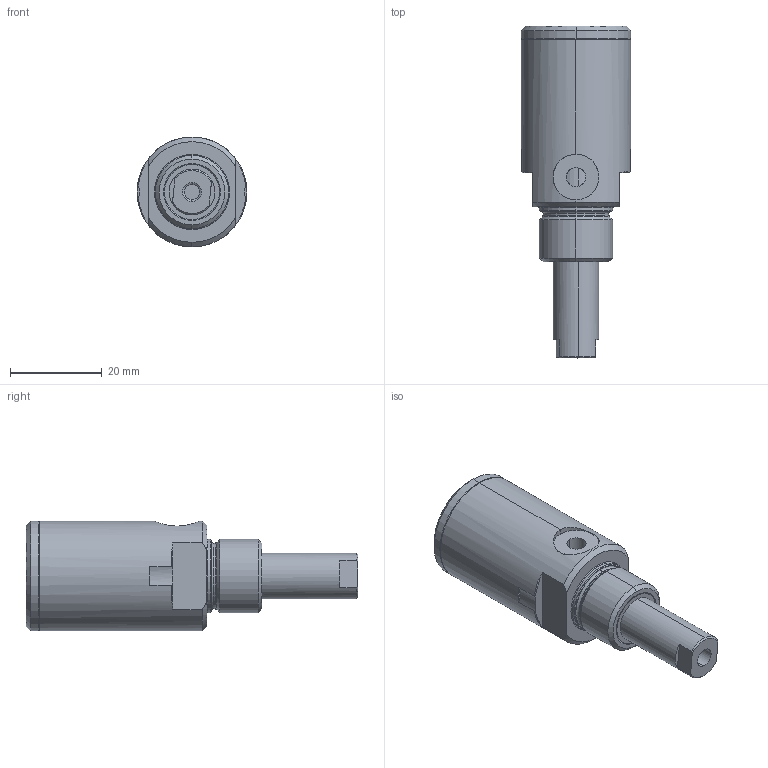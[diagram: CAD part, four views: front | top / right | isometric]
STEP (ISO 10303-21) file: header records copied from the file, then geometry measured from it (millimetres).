
FILE_DESCRIPTION (( 'STEP AP203' ), '1' );
FILE_NAME ('DHS2017-Hubsauger-komplett-3D-ausgefahren.STEP', '2013-11-29T13:23:58', ( '' ), ( '' ), 'SwSTEP 2.0', 'SolidWorks 2012', '' );
FILE_SCHEMA (( 'CONFIG_CONTROL_DESIGN' ));
Length unit declared in the file: millimetre
Products named in the file (1): DHS2017-Hubsauger-komplett-3D-ausgefahren
Bounding box: 24 x 72.5 x 24 mm (x, y, z)
Volume: 14624 mm3; surface area: 8663.1 mm2
Topology: 1 solids, 3 shells, 110 faces, 251 edges, 153 vertices
Faces by surface type: cylinder 41, cone 34, plane 25, torus 10
Entity records: 3332 total; most frequent: CARTESIAN_POINT 697, DIRECTION 593, ORIENTED_EDGE 498, AXIS2_PLACEMENT_3D 253, EDGE_CURVE 249, VERTEX_POINT 153, CIRCLE 142, EDGE_LOOP 124
